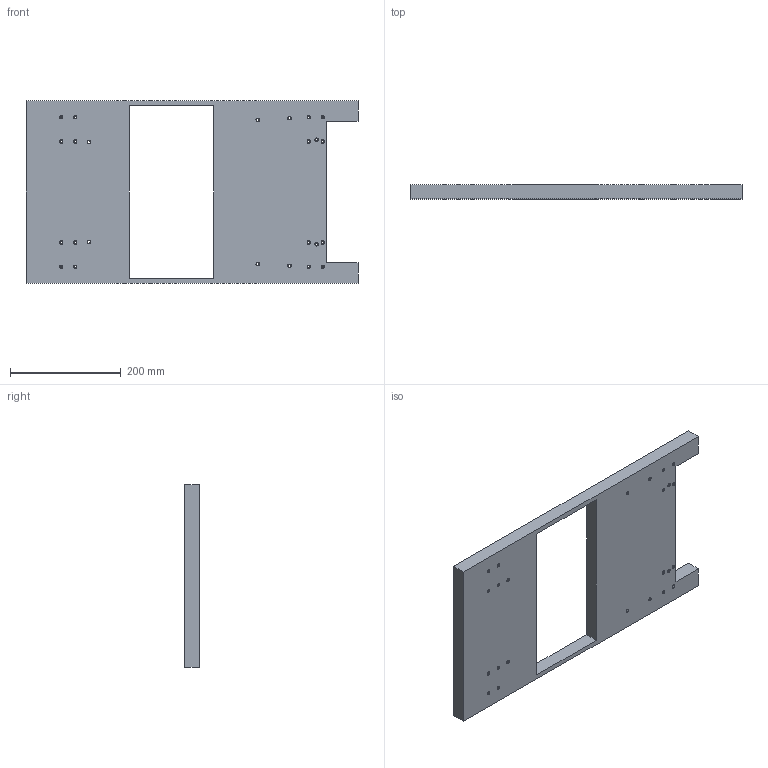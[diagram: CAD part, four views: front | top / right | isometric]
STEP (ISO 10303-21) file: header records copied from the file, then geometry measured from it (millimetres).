
FILE_DESCRIPTION((''),'2;1');
FILE_NAME('HIGHQUALITYMESHTOPOLOGYFRAME','2021-11-29T14:22:07',('alessandro.dossantos'),(''),'CREO PARAMETRIC BY PTC INC, 2020281','CREO PARAMETRIC BY PTC INC, 2020281','');
FILE_SCHEMA(('CONFIG_CONTROL_DESIGN'));
Length unit declared in the file: inch
Products named in the file (1): HIGHQUALITYMESHTOPOLOGYFRAME
Bounding box: 600.08 x 25.4 x 330.2 mm (x, y, z)
Surface area: 374356.2 mm2 (no closed solid volume)
Topology: 0 solids, 25 shells, 206 faces, 468 edges, 312 vertices
Faces by surface type: cylinder 144, plane 62
Entity records: 6081 total; most frequent: DIRECTION 1168, CARTESIAN_POINT 986, ORIENTED_EDGE 936, AXIS2_PLACEMENT_3D 494, EDGE_CURVE 468, VERTEX_POINT 312, EDGE_LOOP 304, CIRCLE 288
